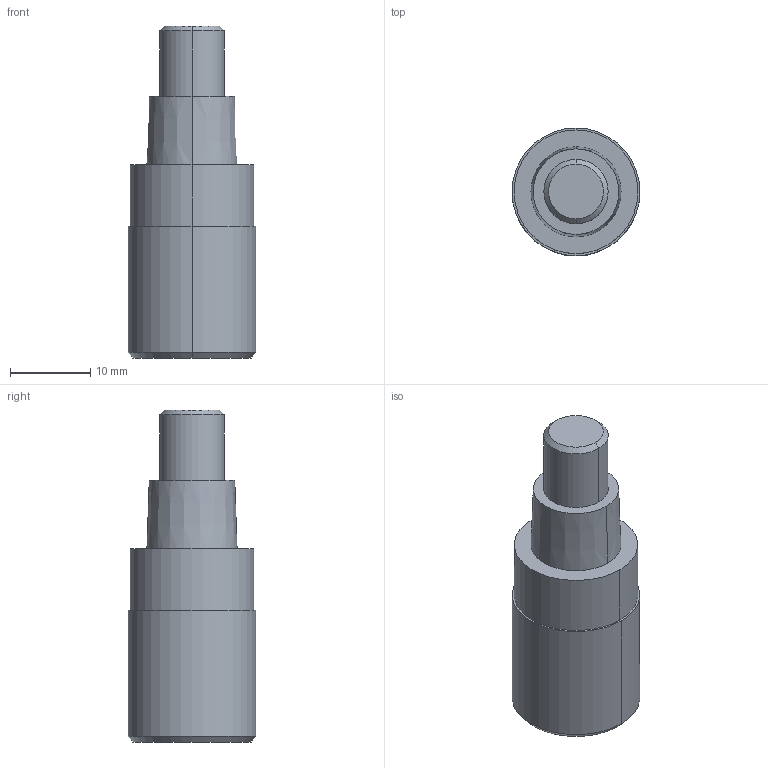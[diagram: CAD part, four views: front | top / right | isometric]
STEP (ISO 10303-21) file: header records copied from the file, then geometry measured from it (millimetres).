
FILE_DESCRIPTION(/* description */ (''),/* implementation_level */ '2;1');
FILE_NAME(/* name */ 'IMX16R4F0625M.stp',/* time_stamp */ '2023-10-12T14:37:26+09:00',/* author */ (''),/* organization */ (''),/* preprocessor_version */ 'ST-DEVELOPER v16',/* originating_system */ 'SIEMENS PLM Software NX 10.0',/* authorisation */ '');
FILE_SCHEMA (('AUTOMOTIVE_DESIGN { 1 0 10303 214 3 1 1 1 }'));
Length unit declared in the file: millimetre
Products named in the file (1): IMX16R4F0625M_ASM
Bounding box: 15.88 x 15.88 x 41.25 mm (x, y, z)
Volume: 5876.9 mm3; surface area: 2424.7 mm2
Topology: 2 solids, 2 shells, 18 faces, 37 edges, 31 vertices
Faces by surface type: cylinder 6, plane 6, cone 6
Entity records: 613 total; most frequent: DIRECTION 115, CARTESIAN_POINT 87, ORIENTED_EDGE 64, AXIS2_PLACEMENT_3D 49, EDGE_CURVE 32, EDGE_LOOP 20, VERTEX_POINT 20, CIRCLE 20
